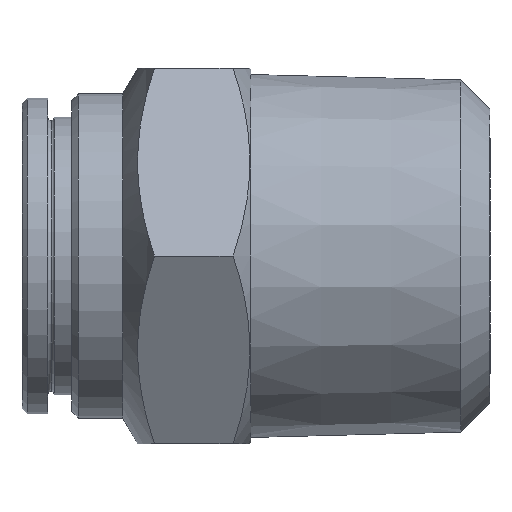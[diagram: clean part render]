
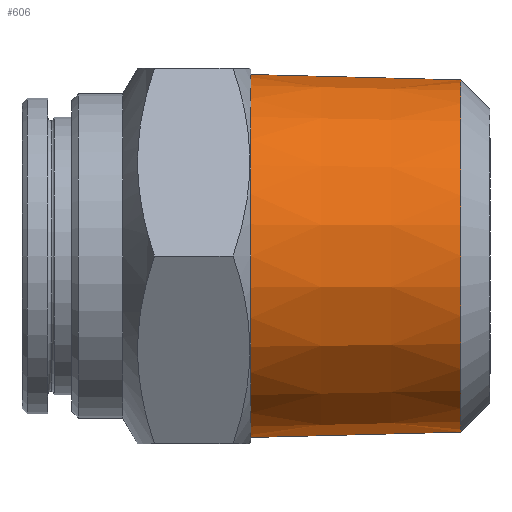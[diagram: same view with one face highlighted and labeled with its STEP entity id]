
A CAD part, left-side view. The second image highlights one B-rep face of the part: STEP entity #606.
In plain terms, the highlighted conical face has half-angle 1.47 degrees and reference radius 10.626 mm.
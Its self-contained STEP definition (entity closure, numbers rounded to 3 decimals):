
#485 = ORIENTED_EDGE ( 'NONE', *, *, #506, .T. ) ;
#506 = EDGE_CURVE ( 'NONE', #744, #748, #1617, .T. ) ;
#508 = EDGE_CURVE ( 'NONE', #638, #639, #1648, .T. ) ;
#584 = ORIENTED_EDGE ( 'NONE', *, *, #747, .F. ) ;
#585 = EDGE_LOOP ( 'NONE', ( #584, #598, #587, #485 ) ) ;
#587 = ORIENTED_EDGE ( 'NONE', *, *, #746, .T. ) ;
#598 = ORIENTED_EDGE ( 'NONE', *, *, #508, .F. ) ;
#606 = ADVANCED_FACE ( 'NONE', ( #1632 ), #1481, .T. ) ;
#638 = VERTEX_POINT ( 'NONE', #1665 ) ;
#639 = VERTEX_POINT ( 'NONE', #1661 ) ;
#744 = VERTEX_POINT ( 'NONE', #1873 ) ;
#746 = EDGE_CURVE ( 'NONE', #638, #744, #1817, .T. ) ;
#747 = EDGE_CURVE ( 'NONE', #639, #748, #1808, .T. ) ;
#748 = VERTEX_POINT ( 'NONE', #1841 ) ;
#1376 = DIRECTION ( 'NONE',  ( 0., 0., 1. ) ) ;
#1377 = DIRECTION ( 'NONE',  ( 0., 1., 0. ) ) ;
#1479 = CARTESIAN_POINT ( 'NONE',  ( 0., 14., 0. ) ) ;
#1480 = AXIS2_PLACEMENT_3D ( 'NONE', #1479, #1377, #1376 ) ;
#1481 = CONICAL_SURFACE ( 'NONE', #1480, 10.626, 0.026 ) ;
#1617 = CIRCLE ( 'NONE', #1621, 10.626 ) ;
#1618 = DIRECTION ( 'NONE',  ( 0., 0., -1. ) ) ;
#1619 = DIRECTION ( 'NONE',  ( 0., -1., 0. ) ) ;
#1620 = CARTESIAN_POINT ( 'NONE',  ( 0., 14., 0. ) ) ;
#1621 = AXIS2_PLACEMENT_3D ( 'NONE', #1620, #1619, #1618 ) ;
#1622 = CARTESIAN_POINT ( 'NONE',  ( 0., 1.7, 0. ) ) ;
#1625 = DIRECTION ( 'NONE',  ( 0., 0., -1. ) ) ;
#1632 = FACE_OUTER_BOUND ( 'NONE', #585, .T. ) ;
#1633 = DIRECTION ( 'NONE',  ( 0., -1., 0. ) ) ;
#1639 = AXIS2_PLACEMENT_3D ( 'NONE', #1622, #1633, #1625 ) ;
#1648 = CIRCLE ( 'NONE', #1639, 10.311 ) ;
#1661 = CARTESIAN_POINT ( 'NONE',  ( 0., 1.7, -10.311 ) ) ;
#1665 = CARTESIAN_POINT ( 'NONE',  ( 0., 1.7, 10.311 ) ) ;
#1808 = LINE ( 'NONE', #1844, #1843 ) ;
#1814 = DIRECTION ( 'NONE',  ( 0., 1., 0.026 ) ) ;
#1815 = VECTOR ( 'NONE', #1814, 1000. ) ;
#1816 = CARTESIAN_POINT ( 'NONE',  ( 0., 14., 10.626 ) ) ;
#1817 = LINE ( 'NONE', #1816, #1815 ) ;
#1841 = CARTESIAN_POINT ( 'NONE',  ( 0., 14., -10.626 ) ) ;
#1842 = DIRECTION ( 'NONE',  ( 0., 1., -0.026 ) ) ;
#1843 = VECTOR ( 'NONE', #1842, 1000. ) ;
#1844 = CARTESIAN_POINT ( 'NONE',  ( 0., 14., -10.626 ) ) ;
#1873 = CARTESIAN_POINT ( 'NONE',  ( 0., 14., 10.626 ) ) ;
